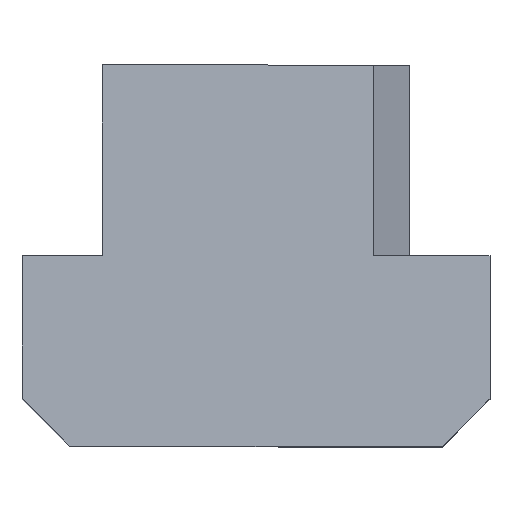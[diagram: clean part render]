
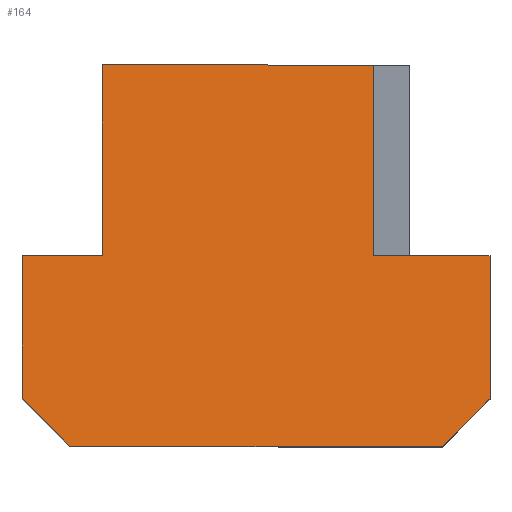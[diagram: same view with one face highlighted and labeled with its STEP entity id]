
A CAD part, top view. The second image highlights one B-rep face of the part: STEP entity #164.
In plain terms, the highlighted planar face has unit normal (0.574, 0, 0.819).
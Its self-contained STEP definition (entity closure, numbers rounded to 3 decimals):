
#98=VERTEX_POINT('',#263);
#100=EDGE_CURVE('',#182,#98,#265,.T.);
#108=EDGE_CURVE('',#128,#182,#274,.T.);
#114=EDGE_CURVE('',#134,#148,#281,.T.);
#116=VERTEX_POINT('',#283);
#118=EDGE_CURVE('',#116,#134,#285,.T.);
#120=EDGE_CURVE('',#190,#166,#287,.T.);
#128=VERTEX_POINT('',#295);
#130=VERTEX_POINT('',#297);
#134=VERTEX_POINT('',#301);
#136=EDGE_CURVE('',#166,#130,#303,.T.);
#146=EDGE_CURVE('',#148,#128,#314,.T.);
#148=VERTEX_POINT('',#316);
#164=ADVANCED_FACE('',(#334),#335,.F.);
#166=VERTEX_POINT('',#337);
#182=VERTEX_POINT('',#356);
#190=VERTEX_POINT('',#364);
#212=VERTEX_POINT('',#387);
#216=EDGE_CURVE('',#130,#116,#391,.T.);
#226=EDGE_CURVE('',#212,#190,#403,.T.);
#244=EDGE_CURVE('',#212,#98,#423,.T.);
#263=CARTESIAN_POINT('',(13.55,22.0,12.181));
#265=LINE('',#435,#436);
#274=LINE('',#450,#451);
#281=LINE('',#459,#460);
#283=CARTESIAN_POINT('',(-21.5,-22.0,36.723));
#285=LINE('',#465,#466);
#287=LINE('',#469,#470);
#295=CARTESIAN_POINT('',(-17.75,0.,34.097));
#297=CARTESIAN_POINT('',(21.5,-22.0,6.614));
#301=CARTESIAN_POINT('',(-27.0,-16.5,40.574));
#303=LINE('',#493,#494);
#314=LINE('',#510,#511);
#316=CARTESIAN_POINT('',(-27.0,0.,40.574));
#334=FACE_OUTER_BOUND('',#539,.T.);
#335=PLANE('',#540);
#337=CARTESIAN_POINT('',(27.0,-16.5,2.763));
#356=CARTESIAN_POINT('',(-17.75,22.0,34.097));
#364=CARTESIAN_POINT('',(27.0,0.0,2.763));
#387=CARTESIAN_POINT('',(13.55,0.0,12.181));
#391=LINE('',#619,#620);
#403=LINE('',#635,#636);
#423=LINE('',#663,#664);
#435=CARTESIAN_POINT('',(-1.464,22.0,22.694));
#436=VECTOR('',#666,1.);
#450=CARTESIAN_POINT('',(-17.75,11.0,34.097));
#451=VECTOR('',#678,1.0);
#459=CARTESIAN_POINT('',(-27.0,0.,40.574));
#460=VECTOR('',#687,1.0);
#465=CARTESIAN_POINT('',(-24.016,-19.484,38.485));
#466=VECTOR('',#688,1.0);
#469=CARTESIAN_POINT('',(27.0,-8.25,2.763));
#470=VECTOR('',#689,1.0);
#493=CARTESIAN_POINT('',(12.928,-30.572,12.617));
#494=VECTOR('',#693,1.0);
#510=CARTESIAN_POINT('',(-13.374,0.,31.034));
#511=VECTOR('',#704,1.);
#539=EDGE_LOOP('',(#726,#727,#728,#729,#730,#731,#732,#733,#734,#735));
#540=AXIS2_PLACEMENT_3D('',#736,#737,#738);
#619=CARTESIAN_POINT('',(-14.633,-22.0,31.915));
#620=VECTOR('',#790,1.);
#635=CARTESIAN_POINT('',(1.639,0.,20.521));
#636=VECTOR('',#809,1.);
#663=CARTESIAN_POINT('',(13.55,11.5,12.181));
#664=VECTOR('',#829,1.0);
#666=DIRECTION('',(0.819,0.,-0.574));
#678=DIRECTION('',(0.0,1.0,0.));
#687=DIRECTION('',(0.0,1.0,0.));
#688=DIRECTION('',(-0.634,0.634,0.444));
#689=DIRECTION('',(0.0,-1.0,0.));
#693=DIRECTION('',(-0.634,-0.634,0.444));
#704=DIRECTION('',(0.819,0.,-0.574));
#726=ORIENTED_EDGE('',*,*,#226,.F.);
#727=ORIENTED_EDGE('',*,*,#244,.T.);
#728=ORIENTED_EDGE('',*,*,#100,.F.);
#729=ORIENTED_EDGE('',*,*,#108,.F.);
#730=ORIENTED_EDGE('',*,*,#146,.F.);
#731=ORIENTED_EDGE('',*,*,#114,.F.);
#732=ORIENTED_EDGE('',*,*,#118,.F.);
#733=ORIENTED_EDGE('',*,*,#216,.F.);
#734=ORIENTED_EDGE('',*,*,#136,.F.);
#735=ORIENTED_EDGE('',*,*,#120,.F.);
#736=CARTESIAN_POINT('',(0.0,0.,21.669));
#737=DIRECTION('',(-0.574,0.,-0.819));
#738=DIRECTION('',(0.819,0.,-0.574));
#790=DIRECTION('',(-0.819,0.,0.574));
#809=DIRECTION('',(0.819,0.,-0.574));
#829=DIRECTION('',(0.,1.0,0.));
